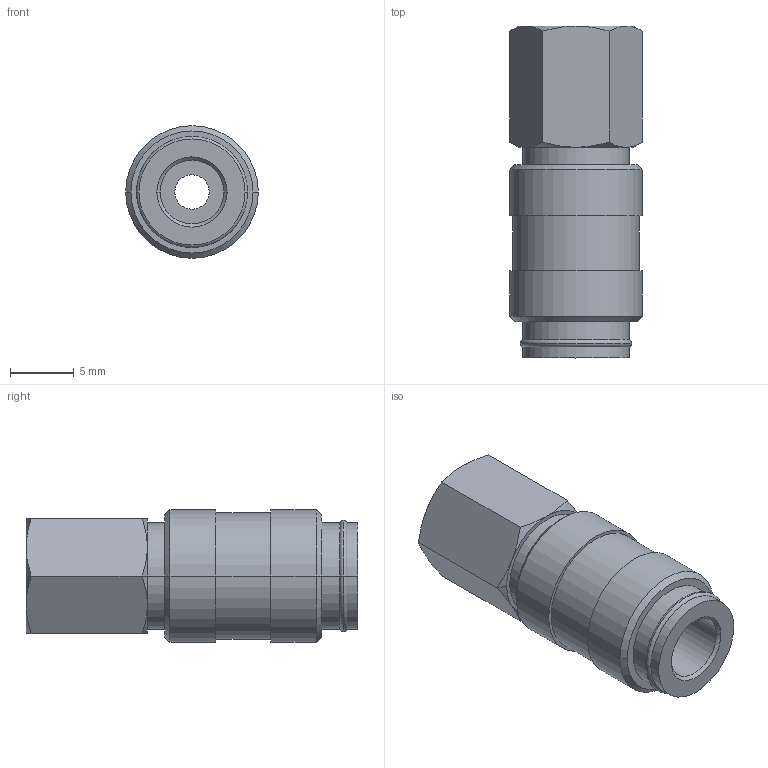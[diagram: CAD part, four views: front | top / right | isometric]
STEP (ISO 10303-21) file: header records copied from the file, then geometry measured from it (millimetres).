
FILE_DESCRIPTION(('STEP AP214'),'1');
FILE_NAME('esmcn_5_iab.stp','2020-04-23T07:28:09',('TraceParts'),('TraceParts S.A.'),'Spatial InterOp 3D',' ',' ');
FILE_SCHEMA(('automotive_design'));
Length unit declared in the file: millimetre
Products named in the file (1): 1
Bounding box: 10.4 x 26 x 10.4 mm (x, y, z)
Volume: 1543 mm3; surface area: 1314.2 mm2
Topology: 1 solids, 1 shells, 61 faces, 126 edges, 74 vertices
Faces by surface type: cone 24, cylinder 18, plane 15, torus 4
Entity records: 2138 total; most frequent: CARTESIAN_POINT 358, DIRECTION 292, ORIENTED_EDGE 252, AXIS2_PLACEMENT_3D 128, EDGE_CURVE 126, VERTEX_POINT 74, EDGE_LOOP 70, CIRCLE 66
